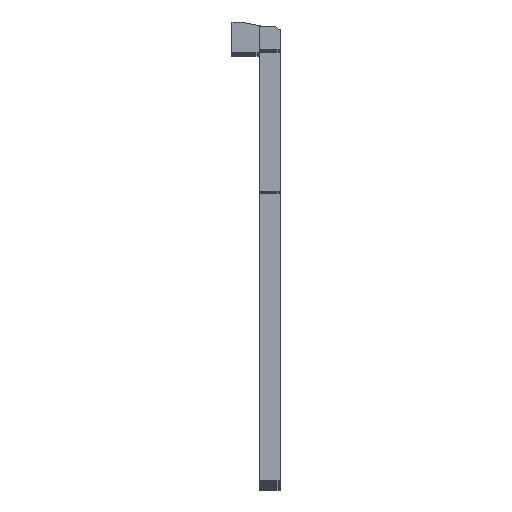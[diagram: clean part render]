
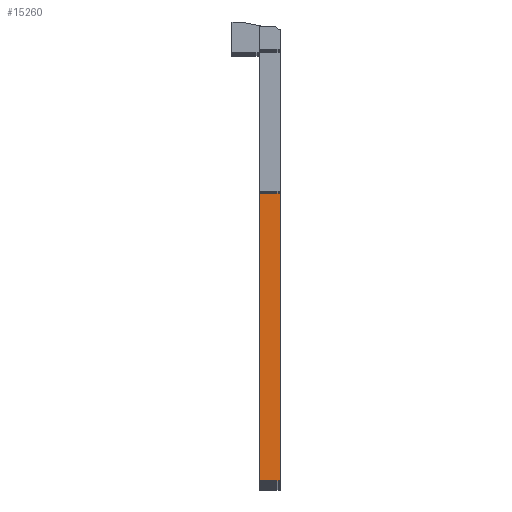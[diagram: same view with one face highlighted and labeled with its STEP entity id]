
A CAD part, top view. The second image highlights one B-rep face of the part: STEP entity #15260.
In plain terms, the highlighted planar face has unit normal (0, 0, 1).
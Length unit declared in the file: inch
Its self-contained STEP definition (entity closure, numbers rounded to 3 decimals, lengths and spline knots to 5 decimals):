
#488=FACE_OUTER_BOUND('',#1502,.T.);
#1502=EDGE_LOOP('',(#10517,#10518,#10519,#10520));
#2654=LINE('',#22083,#4724);
#2655=LINE('',#22085,#4725);
#2656=LINE('',#22087,#4726);
#2657=LINE('',#22088,#4727);
#4724=VECTOR('',#17924,0.3937);
#4725=VECTOR('',#17925,0.3937);
#4726=VECTOR('',#17926,0.3937);
#4727=VECTOR('',#17927,0.3937);
#6703=VERTEX_POINT('',#22081);
#6704=VERTEX_POINT('',#22082);
#6705=VERTEX_POINT('',#22084);
#6706=VERTEX_POINT('',#22086);
#8174=EDGE_CURVE('',#6703,#6704,#2654,.T.);
#8175=EDGE_CURVE('',#6703,#6705,#2655,.T.);
#8176=EDGE_CURVE('',#6706,#6705,#2656,.T.);
#8177=EDGE_CURVE('',#6704,#6706,#2657,.T.);
#10517=ORIENTED_EDGE('',*,*,#8174,.F.);
#10518=ORIENTED_EDGE('',*,*,#8175,.T.);
#10519=ORIENTED_EDGE('',*,*,#8176,.F.);
#10520=ORIENTED_EDGE('',*,*,#8177,.F.);
#14246=PLANE('',#16486);
#15260=ADVANCED_FACE('',(#488),#14246,.T.);
#16486=AXIS2_PLACEMENT_3D('',#22080,#17922,#17923);
#17922=DIRECTION('center_axis',(0.,0.,1.));
#17923=DIRECTION('ref_axis',(0.,1.,0.));
#17924=DIRECTION('',(0.,-1.,0.));
#17925=DIRECTION('',(-1.,0.,0.));
#17926=DIRECTION('',(0.,1.,0.));
#17927=DIRECTION('',(-1.,0.,0.));
#22080=CARTESIAN_POINT('Origin',(9.625,-47.,-955.375));
#22081=CARTESIAN_POINT('',(9.625,4.625,-955.375));
#22082=CARTESIAN_POINT('',(9.625,-47.,-955.375));
#22083=CARTESIAN_POINT('',(9.625,36.,-955.375));
#22084=CARTESIAN_POINT('',(6.,4.625,-955.375));
#22085=CARTESIAN_POINT('',(9.625,4.625,-955.375));
#22086=CARTESIAN_POINT('',(6.,-47.,-955.375));
#22087=CARTESIAN_POINT('',(6.,36.,-955.375));
#22088=CARTESIAN_POINT('',(9.625,-47.,-955.375));
